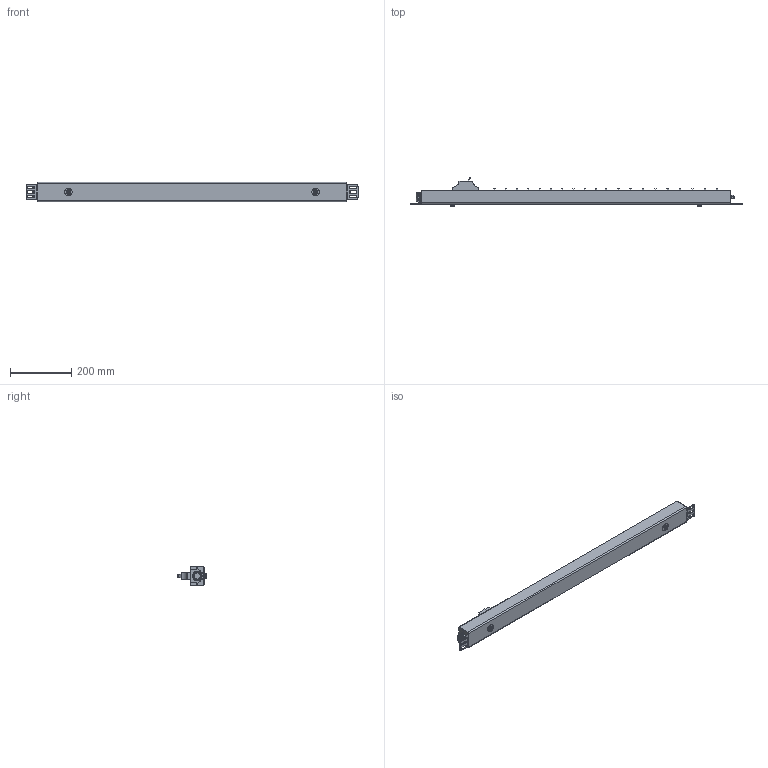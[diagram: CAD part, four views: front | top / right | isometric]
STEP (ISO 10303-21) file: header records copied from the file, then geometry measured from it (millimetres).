
FILE_DESCRIPTION((''),'2;1');
FILE_NAME('23-BS-PV60-10C13-10C19-12_ASM','2023-01-29T',('ROG TT'),(''),'PRO/ENGINEER BY PARAMETRIC TECHNOLOGY CORPORATION, 2001280','PRO/ENGINEER BY PARAMETRIC TECHNOLOGY CORPORATION, 2001280','');
FILE_SCHEMA(('CONFIG_CONTROL_DESIGN'));
Length unit declared in the file: millimetre
Products named in the file (6): 23-BS-PV60-10C13-10C19-12; PG25_GUAER; M6_LUOMAO; PG25_SUOTOU1; GUOER_HULU; 23-BS-PV60-10C13-10C19-12_ASM
Assembly tree (8 placements, depth 2):
  23-BS-PV60-10C13-10C19-12_ASM
    23-BS-PV60-10C13-10C19-12
    PG25_GUAER  x2
    M6_LUOMAO  x2
    PG25_SUOTOU1
    GUOER_HULU  x2
Bounding box: 1088 x 91.9 x 62.5 mm (x, y, z)
Volume: 2810301.9 mm3; surface area: 332739 mm2
Topology: 8 solids, 8 shells, 1524 faces, 3992 edges, 2646 vertices
Faces by surface type: plane 977, cylinder 480, cone 42, bspline 21, torus 4
Entity records: 48249 total; most frequent: CARTESIAN_POINT 12407, ORIENTED_EDGE 7524, DIRECTION 7147, EDGE_CURVE 3762, VECTOR 2667, LINE 2667, VERTEX_POINT 2498, AXIS2_PLACEMENT_3D 2240
